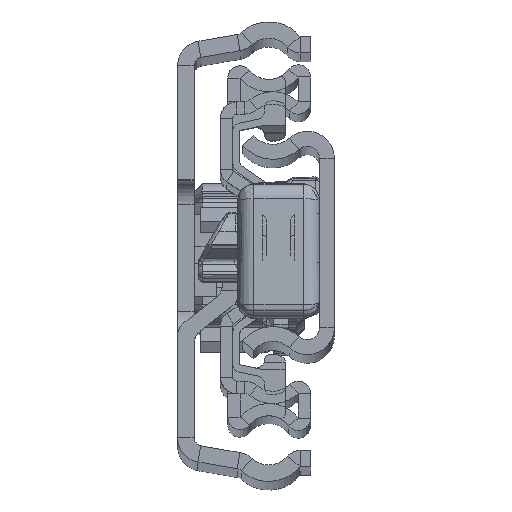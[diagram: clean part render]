
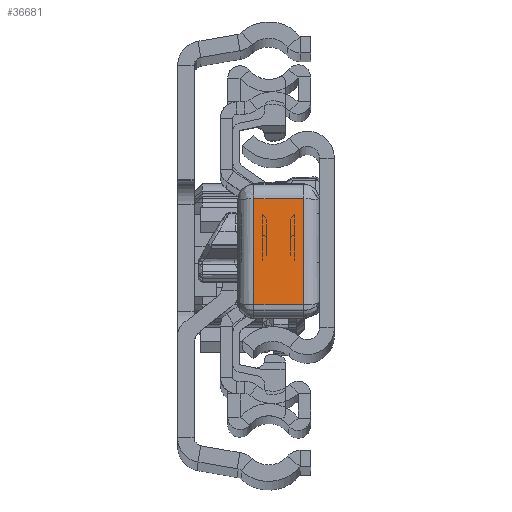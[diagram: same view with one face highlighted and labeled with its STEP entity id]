
A CAD part, top view. The second image highlights one B-rep face of the part: STEP entity #36681.
In plain terms, the highlighted face is planar.
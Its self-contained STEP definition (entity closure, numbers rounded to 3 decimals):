
#1244 = ORIENTED_EDGE ( 'NONE', *, *, #10011, .T. ) ;
#2391 = VECTOR ( 'NONE', #15124, 1000. ) ;
#2475 = EDGE_CURVE ( 'NONE', #49798, #57145, #5541, .T. ) ;
#5091 = CARTESIAN_POINT ( 'NONE',  ( 39.636, 0.361, 5.5 ) ) ;
#5541 = LINE ( 'NONE', #41717, #7716 ) ;
#7716 = VECTOR ( 'NONE', #33192, 1000. ) ;
#9080 = EDGE_CURVE ( 'NONE', #57145, #52872, #38801, .T. ) ;
#10011 = EDGE_CURVE ( 'NONE', #58540, #49798, #18491, .T. ) ;
#10385 = ORIENTED_EDGE ( 'NONE', *, *, #2475, .T. ) ;
#14163 = EDGE_LOOP ( 'NONE', ( #46598, #1244, #10385, #18525 ) ) ;
#15124 = DIRECTION ( 'NONE',  ( 0., 0., -1. ) ) ;
#18026 = EDGE_CURVE ( 'NONE', #52872, #58540, #25635, .T. ) ;
#18491 = LINE ( 'NONE', #5091, #43204 ) ;
#18525 = ORIENTED_EDGE ( 'NONE', *, *, #9080, .T. ) ;
#18958 = CARTESIAN_POINT ( 'NONE',  ( 39.636, 0.361, 8. ) ) ;
#20499 = CARTESIAN_POINT ( 'NONE',  ( 39.636, -12.609, 8. ) ) ;
#20783 = CARTESIAN_POINT ( 'NONE',  ( 39.636, 0., 2. ) ) ;
#21135 = DIRECTION ( 'NONE',  ( 0., 0., -1. ) ) ;
#25635 = LINE ( 'NONE', #20783, #49251 ) ;
#28785 = CARTESIAN_POINT ( 'NONE',  ( 39.636, -12.609, 5.5 ) ) ;
#30439 = CARTESIAN_POINT ( 'NONE',  ( 39.636, 0.361, 2. ) ) ;
#33192 = DIRECTION ( 'NONE',  ( 0., -1., 0. ) ) ;
#36641 = CARTESIAN_POINT ( 'NONE',  ( 39.636, -12.609, 2. ) ) ;
#36681 = ADVANCED_FACE ( 'NONE', ( #48765 ), #43598, .F. ) ;
#38801 = LINE ( 'NONE', #28785, #2391 ) ;
#41717 = CARTESIAN_POINT ( 'NONE',  ( 39.636, 0., 8. ) ) ;
#43204 = VECTOR ( 'NONE', #46734, 1000. ) ;
#43598 = PLANE ( 'NONE',  #50732 ) ;
#46598 = ORIENTED_EDGE ( 'NONE', *, *, #18026, .T. ) ;
#46734 = DIRECTION ( 'NONE',  ( 0., 0., 1. ) ) ;
#48473 = CARTESIAN_POINT ( 'NONE',  ( 39.636, 0., 5.5 ) ) ;
#48765 = FACE_OUTER_BOUND ( 'NONE', #14163, .T. ) ;
#49251 = VECTOR ( 'NONE', #54201, 1000. ) ;
#49798 = VERTEX_POINT ( 'NONE', #18958 ) ;
#50732 = AXIS2_PLACEMENT_3D ( 'NONE', #48473, #52732, #21135 ) ;
#52732 = DIRECTION ( 'NONE',  ( -1., 0., 0. ) ) ;
#52872 = VERTEX_POINT ( 'NONE', #36641 ) ;
#54201 = DIRECTION ( 'NONE',  ( 0., 1., 0. ) ) ;
#57145 = VERTEX_POINT ( 'NONE', #20499 ) ;
#58540 = VERTEX_POINT ( 'NONE', #30439 ) ;
